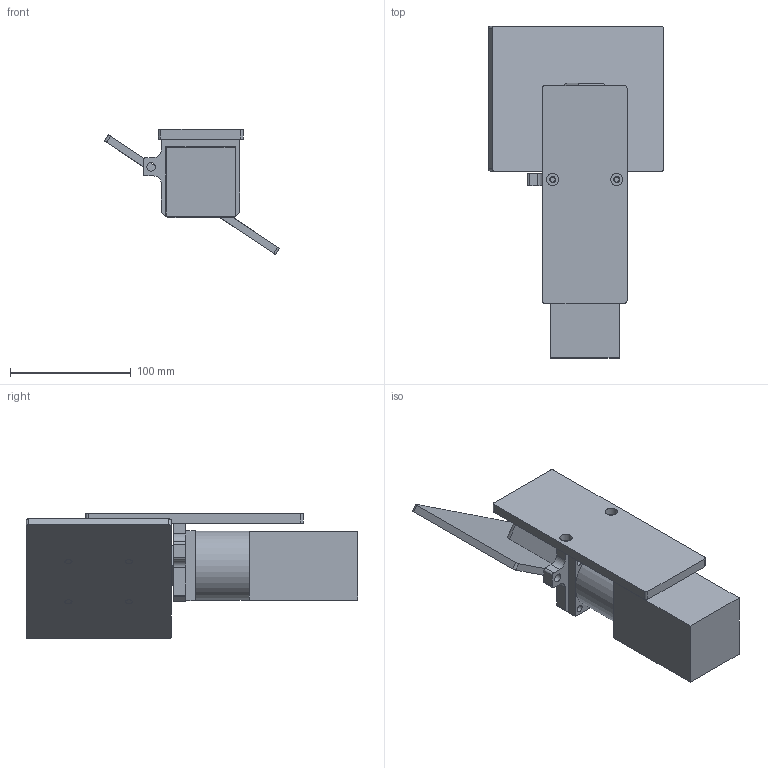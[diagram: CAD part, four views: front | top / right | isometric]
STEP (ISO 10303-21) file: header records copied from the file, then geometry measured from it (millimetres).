
FILE_DESCRIPTION (( 'STEP AP214' ), '1' );
FILE_NAME ('Ass - Modul1B.STEP', '2026-01-19T07:07:04', ( '' ), ( '' ), 'SwSTEP 2.0', 'SolidWorks 2016', '' );
FILE_SCHEMA (( 'AUTOMOTIVE_DESIGN' ));
Length unit declared in the file: millimetre
Products named in the file (7): Nema 23 reduktor 1-50; Ass - Modul1B; nema 17 base; nema 17 adapter; Magnet 6x3; Magnetic coupler 1B; Ploscad 1B
Assembly tree (9 placements, depth 2):
  Ass - Modul1B
    nema 17 adapter
    nema 17 base
    Magnet 6x3  x4
    Magnetic coupler 1B
    Ploscad 1B
    Nema 23 reduktor 1-50
Bounding box: 144.97 x 274.5 x 103.43 mm (x, y, z)
Volume: 732008.9 mm3; surface area: 138060.3 mm2
Topology: 9 solids, 9 shells, 144 faces, 319 edges, 211 vertices
Faces by surface type: plane 72, cylinder 64, torus 8
Full cylindrical faces by diameter (mm): 2.5 x2, 3.3 x4, 4 x4, 4.2 x6, 5 x2, 5.7 x4, 5.95 x4, 6 x4, 7.2 x1, 8 x4, 10 x2, 14 x2, 42 x2, 57 x1
Entity records: 3978 total; most frequent: CARTESIAN_POINT 771, DIRECTION 648, ORIENTED_EDGE 490, AXIS2_PLACEMENT_3D 266, EDGE_CURVE 245, EDGE_LOOP 230, VERTEX_POINT 189, FACE_OUTER_BOUND 170
